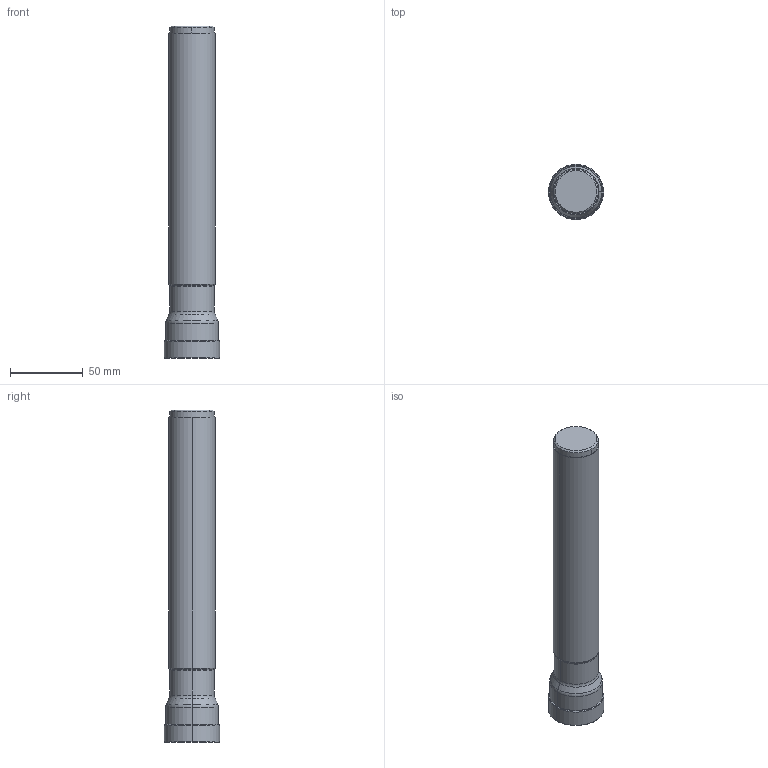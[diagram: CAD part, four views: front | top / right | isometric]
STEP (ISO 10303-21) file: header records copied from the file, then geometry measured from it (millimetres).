
FILE_DESCRIPTION(/* description */ (''),/* implementation_level */ '2;1');
FILE_NAME(/* name */ 'VPX300UR2403SA20L_IR0_008.stp',/* time_stamp */ '2025-08-29T15:08:34+09:00',/* author */ (''),/* organization */ (''),/* preprocessor_version */ 'ST-DEVELOPER v16',/* originating_system */ 'SIEMENS PLM Software NX 10.0',/* authorisation */ '');
FILE_SCHEMA (('AUTOMOTIVE_DESIGN { 1 0 10303 214 3 1 1 1 }'));
Length unit declared in the file: millimetre
Products named in the file (1): VPX300UR2403SA20L_IR0_008_ASM
Bounding box: 38.1 x 38.1 x 228.6 mm (x, y, z)
Volume: 191994 mm3; surface area: 28301.9 mm2
Topology: 2 solids, 2 shells, 68 faces, 154 edges, 109 vertices
Faces by surface type: revolution 20, torus 18, cone 10, cylinder 10, bspline 6, plane 4
Entity records: 3010 total; most frequent: CARTESIAN_POINT 1405, DIRECTION 334, ORIENTED_EDGE 272, AXIS2_PLACEMENT_3D 146, EDGE_CURVE 136, CIRCLE 96, VERTEX_POINT 72, EDGE_LOOP 70
